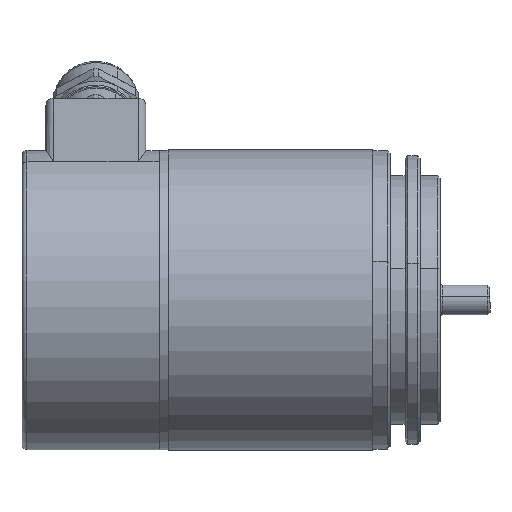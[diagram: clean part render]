
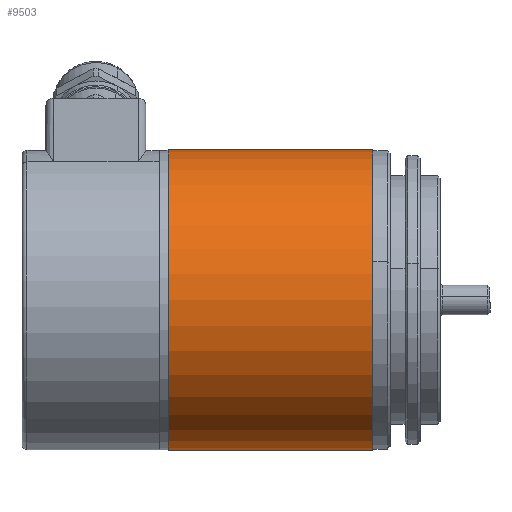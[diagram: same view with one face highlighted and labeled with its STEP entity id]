
A CAD part, left-side view. The second image highlights one B-rep face of the part: STEP entity #9503.
In plain terms, the highlighted cylindrical face has radius 30.15 mm (diameter 60.3 mm), a partial arc.
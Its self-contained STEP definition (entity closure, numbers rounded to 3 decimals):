
#33 = DIRECTION ( 'NONE',  ( 0., 1., 0. ) ) ;
#229 = CYLINDRICAL_SURFACE ( 'NONE', #8038, 30.15 ) ;
#611 = CARTESIAN_POINT ( 'NONE',  ( 0., 19.5, 0. ) ) ;
#644 = DIRECTION ( 'NONE',  ( 0., 0., 1. ) ) ;
#673 = EDGE_CURVE ( 'NONE', #4103, #1899, #10891, .T. ) ;
#1899 = VERTEX_POINT ( 'NONE', #5861 ) ;
#2213 = DIRECTION ( 'NONE',  ( 0., 1., 0. ) ) ;
#2343 = CARTESIAN_POINT ( 'NONE',  ( 0., 60.5, 30.15 ) ) ;
#2462 = VERTEX_POINT ( 'NONE', #2343 ) ;
#2472 = CARTESIAN_POINT ( 'NONE',  ( 0., 19.5, -30.15 ) ) ;
#2523 = DIRECTION ( 'NONE',  ( 0., -1., 0. ) ) ;
#3106 = EDGE_CURVE ( 'NONE', #10972, #4103, #7783, .T. ) ;
#3178 = DIRECTION ( 'NONE',  ( 0., 0., -1. ) ) ;
#3660 = LINE ( 'NONE', #9072, #7906 ) ;
#4103 = VERTEX_POINT ( 'NONE', #2472 ) ;
#5660 = VECTOR ( 'NONE', #7230, 1000. ) ;
#5861 = CARTESIAN_POINT ( 'NONE',  ( 0., 60.5, -30.15 ) ) ;
#6379 = CARTESIAN_POINT ( 'NONE',  ( 0., 19.5, -30.15 ) ) ;
#6483 = ORIENTED_EDGE ( 'NONE', *, *, #3106, .F. ) ;
#7062 = ORIENTED_EDGE ( 'NONE', *, *, #11590, .T. ) ;
#7215 = EDGE_CURVE ( 'NONE', #2462, #1899, #10576, .T. ) ;
#7230 = DIRECTION ( 'NONE',  ( 0., 1., 0. ) ) ;
#7252 = CARTESIAN_POINT ( 'NONE',  ( 0., 19.5, 30.15 ) ) ;
#7783 = CIRCLE ( 'NONE', #7970, 30.15 ) ;
#7885 = AXIS2_PLACEMENT_3D ( 'NONE', #11559, #8880, #644 ) ;
#7906 = VECTOR ( 'NONE', #33, 1000. ) ;
#7970 = AXIS2_PLACEMENT_3D ( 'NONE', #611, #2523, #11400 ) ;
#8038 = AXIS2_PLACEMENT_3D ( 'NONE', #9665, #2213, #3178 ) ;
#8880 = DIRECTION ( 'NONE',  ( 0., -1., 0. ) ) ;
#9072 = CARTESIAN_POINT ( 'NONE',  ( 0., 19.5, 30.15 ) ) ;
#9503 = ADVANCED_FACE ( 'NONE', ( #11338 ), #229, .T. ) ;
#9665 = CARTESIAN_POINT ( 'NONE',  ( 0., 19.5, 0. ) ) ;
#10576 = CIRCLE ( 'NONE', #7885, 30.15 ) ;
#10891 = LINE ( 'NONE', #6379, #5660 ) ;
#10922 = EDGE_LOOP ( 'NONE', ( #6483, #7062, #11900, #10934 ) ) ;
#10934 = ORIENTED_EDGE ( 'NONE', *, *, #673, .F. ) ;
#10972 = VERTEX_POINT ( 'NONE', #7252 ) ;
#11338 = FACE_OUTER_BOUND ( 'NONE', #10922, .T. ) ;
#11400 = DIRECTION ( 'NONE',  ( 0., 0., 1. ) ) ;
#11559 = CARTESIAN_POINT ( 'NONE',  ( 0., 60.5, 0. ) ) ;
#11590 = EDGE_CURVE ( 'NONE', #10972, #2462, #3660, .T. ) ;
#11900 = ORIENTED_EDGE ( 'NONE', *, *, #7215, .T. ) ;
